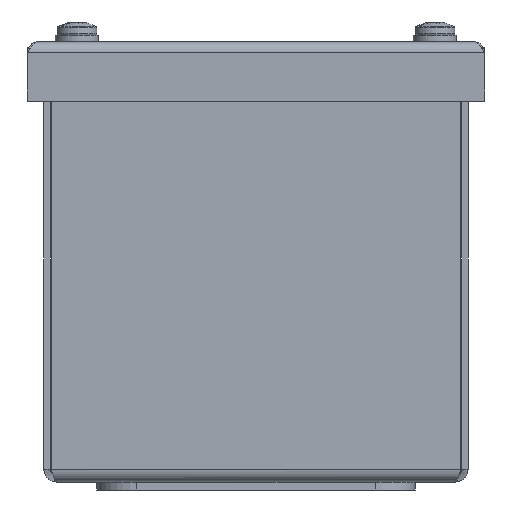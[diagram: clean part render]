
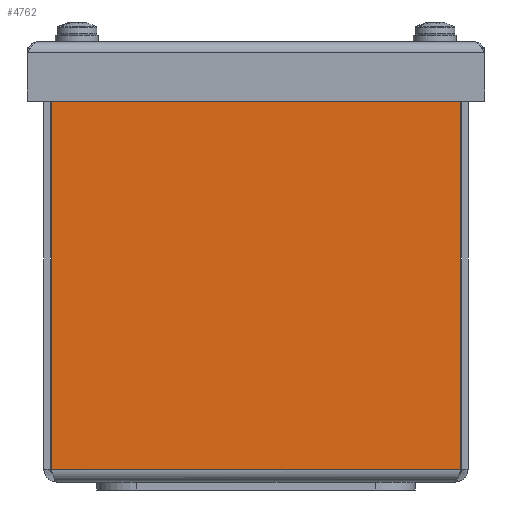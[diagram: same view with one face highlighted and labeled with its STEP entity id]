
A CAD part, front view. The second image highlights one B-rep face of the part: STEP entity #4762.
In plain terms, the highlighted planar face has unit normal (0, -1, 0).
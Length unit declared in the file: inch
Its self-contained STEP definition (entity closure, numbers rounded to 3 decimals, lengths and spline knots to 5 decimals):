
#605=PLANE('',#5307);
#785=FACE_OUTER_BOUND('',#1073,.T.);
#1073=EDGE_LOOP('',(#3740,#3741,#3742,#3743));
#1448=LINE('',#7370,#1847);
#1456=LINE('',#7391,#1855);
#1457=LINE('',#7393,#1856);
#1458=LINE('',#7394,#1857);
#1847=VECTOR('',#6047,0.3937);
#1855=VECTOR('',#6075,0.3937);
#1856=VECTOR('',#6076,0.3937);
#1857=VECTOR('',#6077,0.3937);
#2379=VERTEX_POINT('',#7367);
#2380=VERTEX_POINT('',#7369);
#2383=VERTEX_POINT('',#7390);
#2384=VERTEX_POINT('',#7392);
#2869=EDGE_CURVE('',#2380,#2379,#1448,.T.);
#2880=EDGE_CURVE('',#2383,#2379,#1456,.T.);
#2881=EDGE_CURVE('',#2383,#2384,#1457,.T.);
#2882=EDGE_CURVE('',#2380,#2384,#1458,.T.);
#3740=ORIENTED_EDGE('',*,*,#2869,.T.);
#3741=ORIENTED_EDGE('',*,*,#2880,.F.);
#3742=ORIENTED_EDGE('',*,*,#2881,.T.);
#3743=ORIENTED_EDGE('',*,*,#2882,.F.);
#4762=ADVANCED_FACE('',(#785),#605,.F.);
#5307=AXIS2_PLACEMENT_3D('',#7389,#6073,#6074);
#6047=DIRECTION('',(-1.,0.,0.));
#6073=DIRECTION('center_axis',(0.,1.,0.));
#6074=DIRECTION('ref_axis',(1.,0.,0.));
#6075=DIRECTION('',(0.,0.,1.));
#6076=DIRECTION('',(1.,0.,0.));
#6077=DIRECTION('',(0.,0.,-1.));
#7367=CARTESIAN_POINT('',(-1.92995,-3.,3.89413));
#7369=CARTESIAN_POINT('',(1.92995,-3.,3.89413));
#7370=CARTESIAN_POINT('',(0.96498,-3.,3.89413));
#7389=CARTESIAN_POINT('Origin',(0.,-3.,
2.00709));
#7390=CARTESIAN_POINT('',(-1.92995,-3.,0.1215));
#7391=CARTESIAN_POINT('',(-1.92995,-3.,0.1215));
#7392=CARTESIAN_POINT('',(1.92995,-3.,0.1215));
#7393=CARTESIAN_POINT('',(0.,-3.,0.1215));
#7394=CARTESIAN_POINT('',(1.92995,-3.,0.1215));
